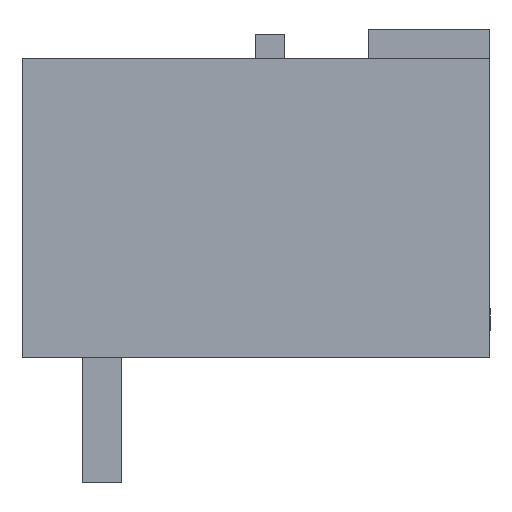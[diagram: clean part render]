
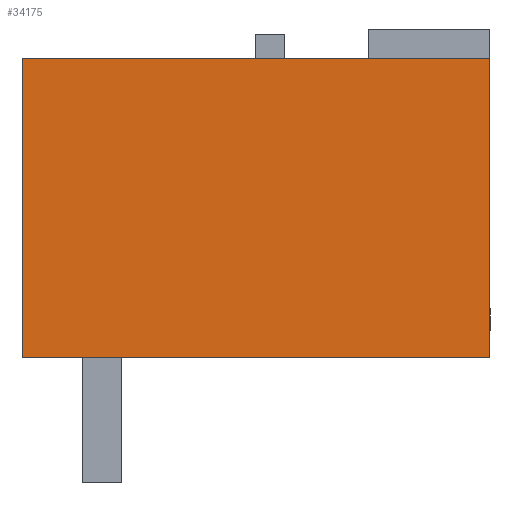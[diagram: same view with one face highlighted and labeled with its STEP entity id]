
A CAD part, left-side view. The second image highlights one B-rep face of the part: STEP entity #34175.
In plain terms, the highlighted planar face has unit normal (-1, 0, 0).
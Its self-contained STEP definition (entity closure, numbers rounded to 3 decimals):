
#34162=AXIS2_PLACEMENT_3D('Plane Axis2P3D',#34159,#34160,#34161) ;
#28350=CARTESIAN_POINT('Vertex',(0.,12.,3.2)) ;
#28353=CARTESIAN_POINT('Line Origine',(0.,12.,7.04)) ;
#28357=CARTESIAN_POINT('Vertex',(0.,12.,10.88)) ;
#29191=CARTESIAN_POINT('Vertex',(0.,0.,10.88)) ;
#29194=CARTESIAN_POINT('Line Origine',(0.,0.,7.04)) ;
#29198=CARTESIAN_POINT('Vertex',(0.,0.,3.2)) ;
#33892=CARTESIAN_POINT('Line Origine',(0.,6.,10.88)) ;
#34159=CARTESIAN_POINT('Axis2P3D Location',(0.,0.,10.88)) ;
#34164=CARTESIAN_POINT('Line Origine',(0.,6.,3.2)) ;
#28354=DIRECTION('Vector Direction',(0.,0.,-1.)) ;
#29195=DIRECTION('Vector Direction',(0.,0.,-1.)) ;
#33893=DIRECTION('Vector Direction',(0.,1.,0.)) ;
#34160=DIRECTION('Axis2P3D Direction',(1.,0.,0.)) ;
#34161=DIRECTION('Axis2P3D XDirection',(0.,0.,-1.)) ;
#34165=DIRECTION('Vector Direction',(0.,1.,0.)) ;
#28355=VECTOR('Line Direction',#28354,1.) ;
#29196=VECTOR('Line Direction',#29195,1.) ;
#33894=VECTOR('Line Direction',#33893,1.) ;
#34166=VECTOR('Line Direction',#34165,1.) ;
#34170=ORIENTED_EDGE('',*,*,#34168,.F.) ;
#34171=ORIENTED_EDGE('',*,*,#29200,.F.) ;
#34172=ORIENTED_EDGE('',*,*,#33896,.T.) ;
#34173=ORIENTED_EDGE('',*,*,#28359,.F.) ;
#34175=ADVANCED_FACE('Body',(#34174),#34163,.F.) ;
#28359=EDGE_CURVE('',#28351,#28358,#28356,.F.) ;
#29200=EDGE_CURVE('',#29192,#29199,#29197,.T.) ;
#33896=EDGE_CURVE('',#29192,#28358,#33895,.T.) ;
#34168=EDGE_CURVE('',#29199,#28351,#34167,.T.) ;
#34169=EDGE_LOOP('',(#34170,#34171,#34172,#34173)) ;
#34174=FACE_OUTER_BOUND('',#34169,.T.) ;
#28356=LINE('Line',#28353,#28355) ;
#29197=LINE('Line',#29194,#29196) ;
#33895=LINE('Line',#33892,#33894) ;
#34167=LINE('Line',#34164,#34166) ;
#34163=PLANE('',#34162) ;
#28351=VERTEX_POINT('',#28350) ;
#28358=VERTEX_POINT('',#28357) ;
#29192=VERTEX_POINT('',#29191) ;
#29199=VERTEX_POINT('',#29198) ;
